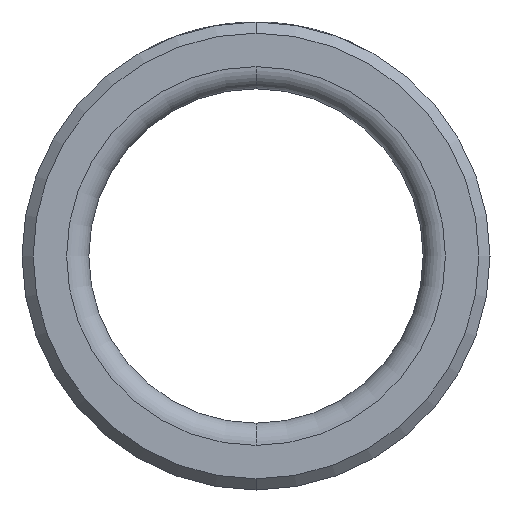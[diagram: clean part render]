
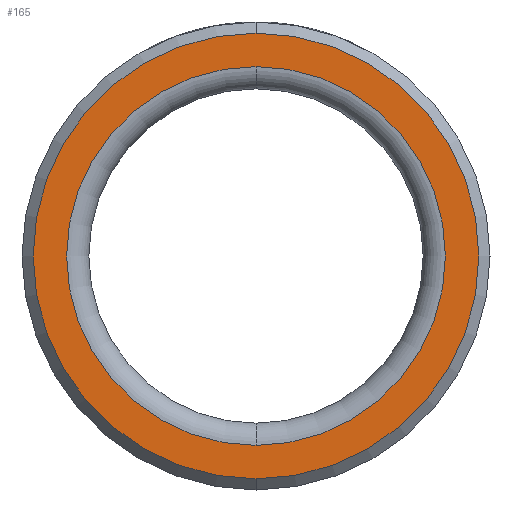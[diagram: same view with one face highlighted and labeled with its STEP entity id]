
A CAD part, front view. The second image highlights one B-rep face of the part: STEP entity #165.
In plain terms, the highlighted planar face has unit normal (0, -1, 0).
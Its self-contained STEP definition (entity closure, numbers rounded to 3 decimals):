
#2 = VERTEX_POINT ( 'NONE', #1056 ) ;
#40 = EDGE_LOOP ( 'NONE', ( #169, #1241 ) ) ;
#115 = AXIS2_PLACEMENT_3D ( 'NONE', #1286, #455, #1424 ) ;
#126 = EDGE_CURVE ( 'NONE', #1388, #1345, #1007, .T. ) ;
#134 = CARTESIAN_POINT ( 'NONE',  ( -20., 0., 0. ) ) ;
#158 = EDGE_CURVE ( 'NONE', #684, #2, #1683, .T. ) ;
#165 = ADVANCED_FACE ( 'NONE', ( #966, #587 ), #1243, .F. ) ;
#169 = ORIENTED_EDGE ( 'NONE', *, *, #1477, .T. ) ;
#218 = DIRECTION ( 'NONE',  ( 0., -1., 0. ) ) ;
#416 = CARTESIAN_POINT ( 'NONE',  ( 0., 0., 0. ) ) ;
#444 = CARTESIAN_POINT ( 'NONE',  ( 0., 0., 0. ) ) ;
#455 = DIRECTION ( 'NONE',  ( 0., -1., 0. ) ) ;
#526 = AXIS2_PLACEMENT_3D ( 'NONE', #1064, #218, #1184 ) ;
#549 = DIRECTION ( 'NONE',  ( 0., 0., -1. ) ) ;
#554 = CARTESIAN_POINT ( 'NONE',  ( 0., 0., 17. ) ) ;
#583 = DIRECTION ( 'NONE',  ( 0., 0., -1. ) ) ;
#587 = FACE_OUTER_BOUND ( 'NONE', #40, .T. ) ;
#628 = CARTESIAN_POINT ( 'NONE',  ( 0., 0., -20. ) ) ;
#645 = ORIENTED_EDGE ( 'NONE', *, *, #126, .F. ) ;
#684 = VERTEX_POINT ( 'NONE', #628 ) ;
#700 = DIRECTION ( 'NONE',  ( 0., 0., 1. ) ) ;
#702 = AXIS2_PLACEMENT_3D ( 'NONE', #416, #1390, #549 ) ;
#965 = CIRCLE ( 'NONE', #1728, 17. ) ;
#966 = FACE_BOUND ( 'NONE', #1101, .T. ) ;
#985 = AXIS2_PLACEMENT_3D ( 'NONE', #134, #1520, #700 ) ;
#1007 = CIRCLE ( 'NONE', #526, 17. ) ;
#1056 = CARTESIAN_POINT ( 'NONE',  ( 0., 0., 20. ) ) ;
#1064 = CARTESIAN_POINT ( 'NONE',  ( 0., 0., 0. ) ) ;
#1098 = CARTESIAN_POINT ( 'NONE',  ( 0., 0., -17. ) ) ;
#1101 = EDGE_LOOP ( 'NONE', ( #1201, #645 ) ) ;
#1184 = DIRECTION ( 'NONE',  ( 0., 0., -1. ) ) ;
#1201 = ORIENTED_EDGE ( 'NONE', *, *, #1454, .F. ) ;
#1241 = ORIENTED_EDGE ( 'NONE', *, *, #158, .T. ) ;
#1243 = PLANE ( 'NONE',  #985 ) ;
#1286 = CARTESIAN_POINT ( 'NONE',  ( 0., 0., 0. ) ) ;
#1345 = VERTEX_POINT ( 'NONE', #1098 ) ;
#1348 = CIRCLE ( 'NONE', #115, 20. ) ;
#1388 = VERTEX_POINT ( 'NONE', #554 ) ;
#1390 = DIRECTION ( 'NONE',  ( 0., -1., 0. ) ) ;
#1415 = DIRECTION ( 'NONE',  ( 0., -1., 0. ) ) ;
#1424 = DIRECTION ( 'NONE',  ( 0., 0., -1. ) ) ;
#1454 = EDGE_CURVE ( 'NONE', #1345, #1388, #965, .T. ) ;
#1477 = EDGE_CURVE ( 'NONE', #2, #684, #1348, .T. ) ;
#1520 = DIRECTION ( 'NONE',  ( 0., 1., 0. ) ) ;
#1683 = CIRCLE ( 'NONE', #702, 20. ) ;
#1728 = AXIS2_PLACEMENT_3D ( 'NONE', #444, #1415, #583 ) ;
